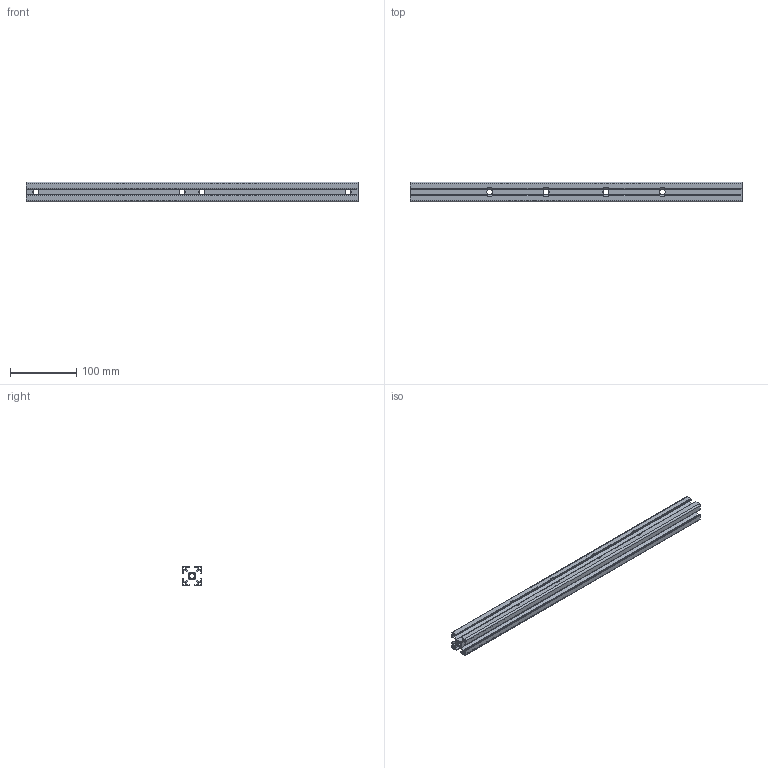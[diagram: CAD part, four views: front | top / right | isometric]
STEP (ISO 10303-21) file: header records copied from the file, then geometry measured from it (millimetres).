
FILE_DESCRIPTION (( 'STEP AP214' ), '1' );
FILE_NAME ('LCF8-3030-500.0-Z8-XA15.0-XB235.0-XC265.0-XD485.0-YA120.0-YB205.0-YC295.0-YD380.0.step', '2024-12-07T07:04:35', ( '' ), ( '' ), 'SwSTEP 2.0', 'SolidWorks 2020', '' );
FILE_SCHEMA (( 'AUTOMOTIVE_DESIGN' ));
Length unit declared in the file: millimetre
Products named in the file (1): LCF8-3030-500.0-Z8-XA15.0-XB235.0-XC265.0-XD485.0-YA120.0-YB205.0-YC295.0-YD380.0
Bounding box: 500 x 30 x 30 mm (x, y, z)
Volume: 147521.3 mm3; surface area: 159023 mm2
Topology: 1 solids, 1 shells, 611 faces, 1891 edges, 1258 vertices
Faces by surface type: cylinder 397, plane 214
Entity records: 23490 total; most frequent: CARTESIAN_POINT 7785, ORIENTED_EDGE 3782, DIRECTION 2717, EDGE_CURVE 1891, VERTEX_POINT 1258, AXIS2_PLACEMENT_3D 926, LINE 865, VECTOR 865
